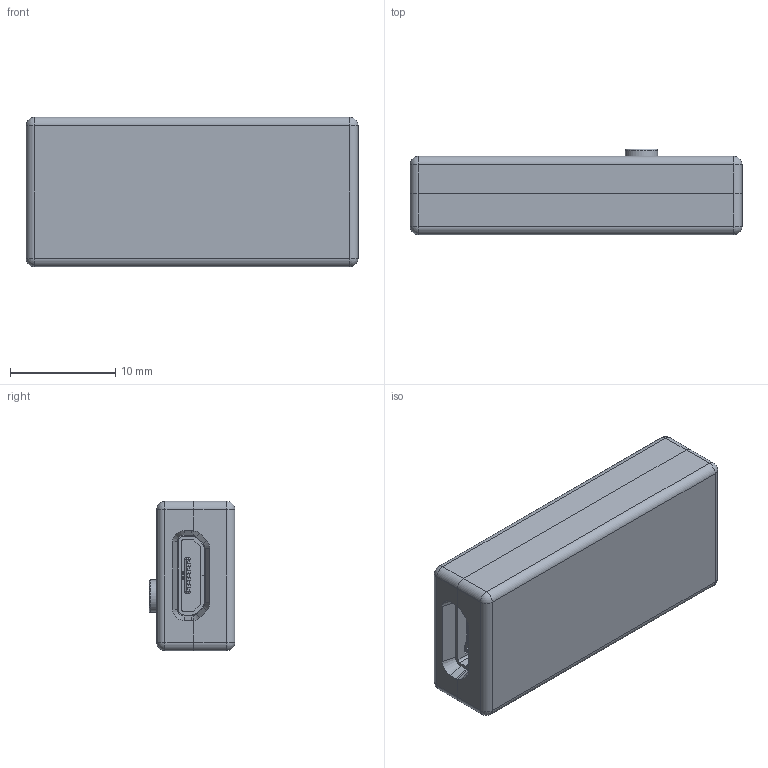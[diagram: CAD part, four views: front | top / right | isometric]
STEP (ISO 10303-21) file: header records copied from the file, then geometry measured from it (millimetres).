
FILE_DESCRIPTION(/* description */ (''),/* implementation_level */ '2;1');
FILE_NAME(/* name */ 'blinkytape-controller case v8.step',/* time_stamp */ '2021-07-22T00:21:11+02:00',/* author */ (''),/* organization */ (''),/* preprocessor_version */ 'ST-DEVELOPER v18.1',/* originating_system */ 'Autodesk Translation Framework v10.9.0.1377',/* authorisation */ '');
FILE_SCHEMA (('AUTOMOTIVE_DESIGN { 1 0 10303 214 3 1 1 }'));
Length unit declared in the file: millimetre
Products named in the file (8): blinkytape-controller case; blinkytape; atmega32u4; 0402caps and resistors; 0603 cap; crystal; Component5; micro usb
Assembly tree (7 placements, depth 3):
  blinkytape-controller case
    blinkytape
      atmega32u4
      0402caps and resistors
      0603 cap
      crystal
      Component5
      micro usb
Bounding box: 31.54 x 8.14 x 14.2 mm (x, y, z)
Volume: 2427.4 mm3; surface area: 4207.4 mm2
Topology: 20 solids, 20 shells, 675 faces, 1899 edges, 1242 vertices
Faces by surface type: plane 485, cylinder 162, cone 15, sphere 12, torus 1
Full cylindrical faces by diameter (mm): 0.543 x1, 0.801 x3, 2.5 x1, 3.078 x1
Entity records: 21971 total; most frequent: CARTESIAN_POINT 3888, ORIENTED_EDGE 3798, DIRECTION 3634, EDGE_CURVE 1899, LINE 1498, VECTOR 1498, VERTEX_POINT 1242, AXIS2_PLACEMENT_3D 1068
